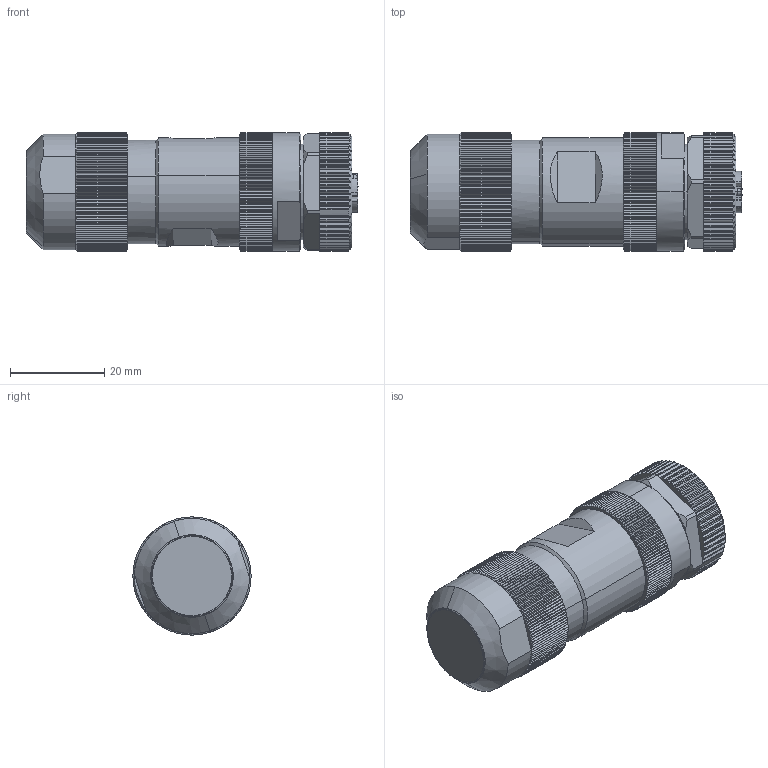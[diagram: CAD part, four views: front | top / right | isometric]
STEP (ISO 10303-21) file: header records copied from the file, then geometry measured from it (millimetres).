
FILE_DESCRIPTION((''),'2;1');
FILE_NAME('DM_CAD-6133_2','2018-10-23T',('creinig-se'),(''),'PRO/ENGINEER BY PARAMETRIC TECHNOLOGY CORPORATION, 2015440','PRO/ENGINEER BY PARAMETRIC TECHNOLOGY CORPORATION, 2015440','');
FILE_SCHEMA(('CONFIG_CONTROL_DESIGN'));
Products named in the file (1): DM_CAD-6133_2
Bounding box: 70.3 x 25 x 25 mm (x, y, z)
Volume: 29725.5 mm3; surface area: 8094.3 mm2
Topology: 1 solids, 2 shells, 1237 faces, 3661 edges, 2441 vertices
Faces by surface type: plane 837, cylinder 323, cone 32, torus 32, bspline 11, sphere 2
Entity records: 55757 total; most frequent: CARTESIAN_POINT 12839, ORIENTED_EDGE 7314, DIRECTION 5972, PRESENTATION_STYLE_ASSIGNMENT 3663, STYLED_ITEM 3659, CURVE_STYLE 3658, EDGE_CURVE 3657, VERTEX_POINT 2441
